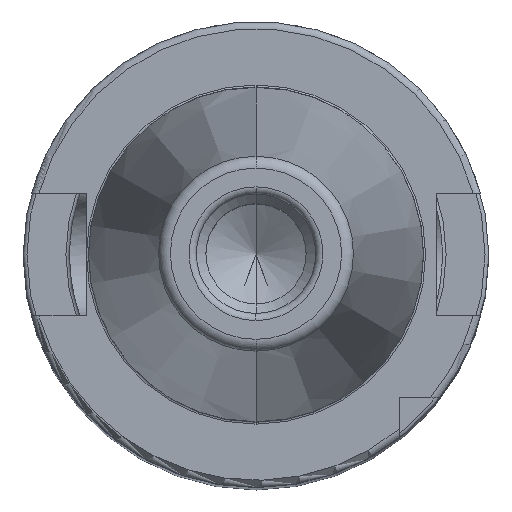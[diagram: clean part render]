
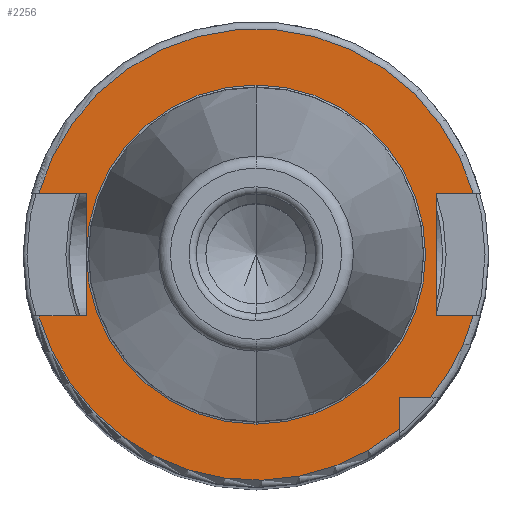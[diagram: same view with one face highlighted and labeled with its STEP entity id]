
A CAD part, top view. The second image highlights one B-rep face of the part: STEP entity #2256.
In plain terms, the highlighted planar face has unit normal (0, 0, 1).
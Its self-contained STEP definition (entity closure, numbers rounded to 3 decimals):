
#273=CARTESIAN_POINT('',(0,0,15.9));
#274=DIRECTION('',(0,0,-1));
#275=DIRECTION('',(0,1,0));
#276=AXIS2_PLACEMENT_3D('',#273,#274,#275);
#278=CARTESIAN_POINT('',(0,0,15.9));
#279=DIRECTION('',(0,0,1));
#280=DIRECTION('',(0,1,0));
#281=AXIS2_PLACEMENT_3D('',#278,#279,#280);
#293=CARTESIAN_POINT('',(0,0,15.9));
#294=DIRECTION('',(0,0,1));
#295=DIRECTION('',(-1,0,0));
#296=AXIS2_PLACEMENT_3D('',#293,#294,#295);
#298=DIRECTION('',(1,0,0));
#299=VECTOR('',#298,9.969);
#300=CARTESIAN_POINT('',(-45.469,-12.85,15.9));
#301=LINE('',#300,#299);
#302=DIRECTION('',(0.,1,0));
#303=VECTOR('',#302,12.85);
#304=CARTESIAN_POINT('',(-35.5,-12.85,15.9));
#305=LINE('',#304,#303);
#306=DIRECTION('',(0.,1,0));
#307=VECTOR('',#306,12.85);
#308=CARTESIAN_POINT('',(-35.5,0,15.9));
#309=LINE('',#308,#307);
#310=DIRECTION('',(1,0,0));
#311=VECTOR('',#310,9.969);
#312=CARTESIAN_POINT('',(-45.469,12.85,15.9));
#313=LINE('',#312,#311);
#314=DIRECTION('',(-1,0,0));
#315=VECTOR('',#314,7.769);
#316=CARTESIAN_POINT('',(45.469,12.85,15.9));
#317=LINE('',#316,#315);
#318=DIRECTION('',(0,-1,0));
#319=VECTOR('',#318,25.7);
#320=CARTESIAN_POINT('',(37.7,12.85,15.9));
#321=LINE('',#320,#319);
#322=DIRECTION('',(-1,0,0));
#323=VECTOR('',#322,7.769);
#324=CARTESIAN_POINT('',(45.469,-12.85,15.9));
#325=LINE('',#324,#323);
#326=CARTESIAN_POINT('',(0,0,15.9));
#327=DIRECTION('',(0,0,1));
#328=DIRECTION('',(0.773,-0.635,0));
#329=AXIS2_PLACEMENT_3D('',#326,#327,#328);
#331=DIRECTION('',(-1,0,0));
#332=VECTOR('',#331,6.504);
#333=CARTESIAN_POINT('',(36.504,-30,15.9));
#334=LINE('',#333,#332);
#335=DIRECTION('',(0,1,0));
#336=VECTOR('',#335,6.504);
#337=CARTESIAN_POINT('',(30,-36.504,15.9));
#338=LINE('',#337,#336);
#1407=CARTESIAN_POINT('',(0,0,15.9));
#1408=DIRECTION('',(0,0,1));
#1409=DIRECTION('',(0.962,0.272,0));
#1410=AXIS2_PLACEMENT_3D('',#1407,#1408,#1409);
#1458=CARTESIAN_POINT('',(0,0,15.9));
#1459=DIRECTION('',(0,0,1));
#1460=DIRECTION('',(-0.962,-0.272,0));
#1461=AXIS2_PLACEMENT_3D('',#1458,#1459,#1460);
#1486=CARTESIAN_POINT('',(0,35.5,15.9));
#1488=VERTEX_POINT('',#1486);
#1510=CARTESIAN_POINT('',(0,-35.5,15.9));
#1512=VERTEX_POINT('',#1510);
#1650=CARTESIAN_POINT('',(-45.469,-12.85,15.9));
#1651=CARTESIAN_POINT('',(-35.5,-12.85,15.9));
#1652=VERTEX_POINT('',#1650);
#1653=VERTEX_POINT('',#1651);
#1654=CARTESIAN_POINT('',(-35.5,0,15.9));
#1655=VERTEX_POINT('',#1654);
#1656=CARTESIAN_POINT('',(-35.5,12.85,15.9));
#1657=VERTEX_POINT('',#1656);
#1658=CARTESIAN_POINT('',(-45.469,12.85,15.9));
#1659=VERTEX_POINT('',#1658);
#1660=CARTESIAN_POINT('',(37.7,12.85,15.9));
#1661=CARTESIAN_POINT('',(37.7,-12.85,15.9));
#1662=VERTEX_POINT('',#1660);
#1663=VERTEX_POINT('',#1661);
#1664=CARTESIAN_POINT('',(45.469,-12.85,15.9));
#1665=VERTEX_POINT('',#1664);
#1666=CARTESIAN_POINT('',(45.469,12.85,15.9));
#1667=VERTEX_POINT('',#1666);
#1668=CARTESIAN_POINT('',(30,-36.504,15.9));
#1669=CARTESIAN_POINT('',(30,-30,15.9));
#1670=VERTEX_POINT('',#1668);
#1671=VERTEX_POINT('',#1669);
#1672=CARTESIAN_POINT('',(36.504,-30,15.9));
#1673=VERTEX_POINT('',#1672);
#2222=CARTESIAN_POINT('',(0,0,15.9));
#2223=DIRECTION('',(0,0,-1));
#2224=DIRECTION('',(0,-1,0));
#2225=AXIS2_PLACEMENT_3D('',#2222,#2223,#2224);
#2226=PLANE('',#2225);
#2228=ORIENTED_EDGE('',*,*,#2227,.T.);
#2230=ORIENTED_EDGE('',*,*,#2229,.T.);
#2231=ORIENTED_EDGE('',*,*,#2217,.T.);
#2232=ORIENTED_EDGE('',*,*,#2199,.F.);
#2233=ORIENTED_EDGE('',*,*,#2212,.T.);
#2235=ORIENTED_EDGE('',*,*,#2234,.T.);
#2237=ORIENTED_EDGE('',*,*,#2236,.F.);
#2239=ORIENTED_EDGE('',*,*,#2238,.F.);
#2241=ORIENTED_EDGE('',*,*,#2240,.T.);
#2243=ORIENTED_EDGE('',*,*,#2242,.T.);
#2245=ORIENTED_EDGE('',*,*,#2244,.F.);
#2247=ORIENTED_EDGE('',*,*,#2246,.F.);
#2249=ORIENTED_EDGE('',*,*,#2248,.T.);
#2251=ORIENTED_EDGE('',*,*,#2250,.F.);
#2253=ORIENTED_EDGE('',*,*,#2252,.F.);
#2254=EDGE_LOOP('',(#2228,#2230,#2231,#2232,#2233,#2235,#2237,#2239,#2241,#2243,
#2245,#2247,#2249,#2251,#2253));
#2255=FACE_OUTER_BOUND('',#2254,.F.);
#2256=ADVANCED_FACE('',(#2255),#2226,.F.);
#277=CIRCLE('',#276,35.5);
#282=CIRCLE('',#281,35.5);
#297=CIRCLE('',#296,35.5);
#330=CIRCLE('',#329,47.25);
#1411=CIRCLE('',#1410,47.25);
#1462=CIRCLE('',#1461,47.25);
#2199=EDGE_CURVE('',#1488,#1512,#277,.T.);
#2212=EDGE_CURVE('',#1488,#1655,#282,.T.);
#2217=EDGE_CURVE('',#1655,#1512,#297,.T.);
#2227=EDGE_CURVE('',#1652,#1653,#301,.T.);
#2229=EDGE_CURVE('',#1653,#1655,#305,.T.);
#2234=EDGE_CURVE('',#1655,#1657,#309,.T.);
#2236=EDGE_CURVE('',#1659,#1657,#313,.T.);
#2238=EDGE_CURVE('',#1667,#1659,#1411,.T.);
#2240=EDGE_CURVE('',#1667,#1662,#317,.T.);
#2242=EDGE_CURVE('',#1662,#1663,#321,.T.);
#2244=EDGE_CURVE('',#1665,#1663,#325,.T.);
#2246=EDGE_CURVE('',#1673,#1665,#330,.T.);
#2248=EDGE_CURVE('',#1673,#1671,#334,.T.);
#2250=EDGE_CURVE('',#1670,#1671,#338,.T.);
#2252=EDGE_CURVE('',#1652,#1670,#1462,.T.);
